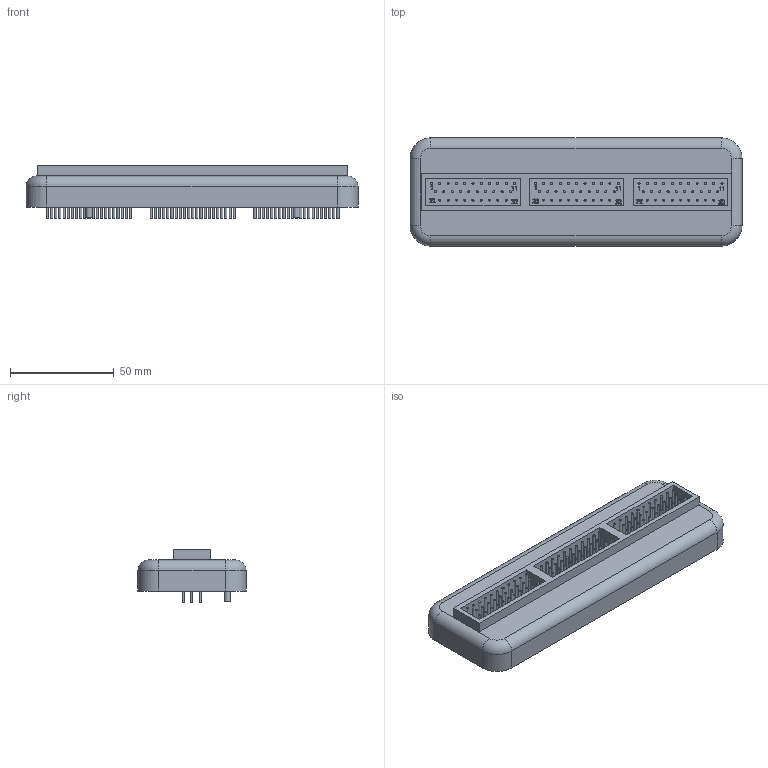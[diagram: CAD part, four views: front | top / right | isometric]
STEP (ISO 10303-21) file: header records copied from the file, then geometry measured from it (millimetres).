
FILE_DESCRIPTION(/* description */ ('STEP AP242','CAx-IF Rec.Pracs.---Representation and Presentation of Product Manufacturing Information (PMI)---4.0---2014-10-13','CAx-IF Rec.Pracs.---3D Tessellated Geometry---0.4---2014-09-14','2;1'),/* implementation_level */ '2;1');
FILE_NAME(/* name */ '64e280f8f1866e13dce24f8e',/* time_stamp */ '2023-08-20T21:09:13Z',/* author */ (''),/* organization */ (''),/* preprocessor_version */ 'ST-DEVELOPER v19.4',/* originating_system */ ' ',/* authorisation */ ' ');
FILE_SCHEMA (('AP242_MANAGED_MODEL_BASED_3D_ENGINEERING_MIM_LF { 1 0 10303 442 1 1 4 }'));
Length unit declared in the file: metre
Products named in the file (1): 1999_Dodge_Con
Bounding box: 160 x 52.2 x 25.5 mm (x, y, z)
Volume: 109637.6 mm3; surface area: 35423.2 mm2
Topology: 1 solids, 1 shells, 814 faces, 1882 edges, 1274 vertices
Faces by surface type: plane 401, cylinder 208, bspline 201, torus 4
Full cylindrical faces by diameter (mm): 1 x192, 3 x8
Entity records: 22024 total; most frequent: CARTESIAN_POINT 5838, ORIENTED_EDGE 3160, DIRECTION 2822, EDGE_CURVE 1580, EDGE_LOOP 1228, FACE_BOUND 1228, VERTEX_POINT 1172, AXIS2_PLACEMENT_3D 1060
